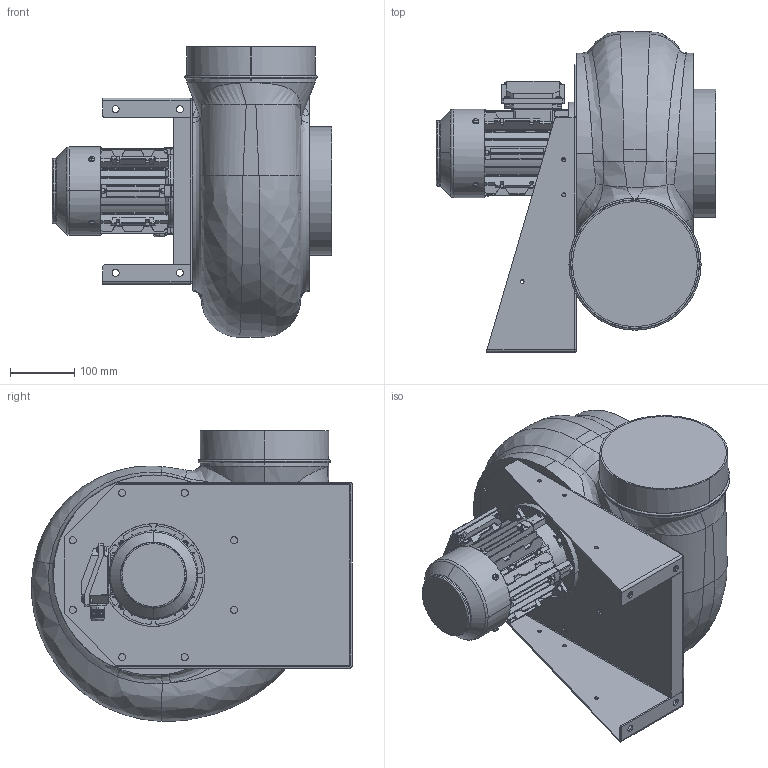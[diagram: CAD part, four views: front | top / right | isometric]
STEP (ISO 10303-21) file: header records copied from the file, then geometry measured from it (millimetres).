
FILE_DESCRIPTION (( 'STEP AP203' ), '1' );
FILE_NAME ('PR-AC 250 LG270.STEP', '2022-07-22T13:18:15', ( '' ), ( '' ), 'SwSTEP 2.0', 'SolidWorks 2022', '' );
FILE_SCHEMA (( 'CONFIG_CONTROL_DESIGN' ));
Length unit declared in the file: millimetre
Products named in the file (5): Coclea P25LG.STEP; PR-AC 250 LG270; Staffa P25_Lamiera.STEP; P25LG-270.STEP; TA71B5.STEP
Assembly tree (4 placements, depth 3):
  PR-AC 250 LG270
    P25LG-270.STEP
      Staffa P25_Lamiera.STEP
      TA71B5.STEP
      Coclea P25LG.STEP
Bounding box: 435.94 x 499.74 x 452.88 mm (x, y, z)
Volume: 27545683.6 mm3; surface area: 1211474.6 mm2
Topology: 2 solids, 7 shells, 1791 faces, 4997 edges, 3265 vertices
Faces by surface type: plane 968, cylinder 450, bspline 185, cone 184, torus 4
Entity records: 80686 total; most frequent: CARTESIAN_POINT 43576, ORIENTED_EDGE 9974, EDGE_CURVE 4995, B_SPLINE_CURVE_WITH_KNOTS 4340, DIRECTION 3938, VERTEX_POINT 3265, EDGE_LOOP 1906, ADVANCED_FACE 1791
